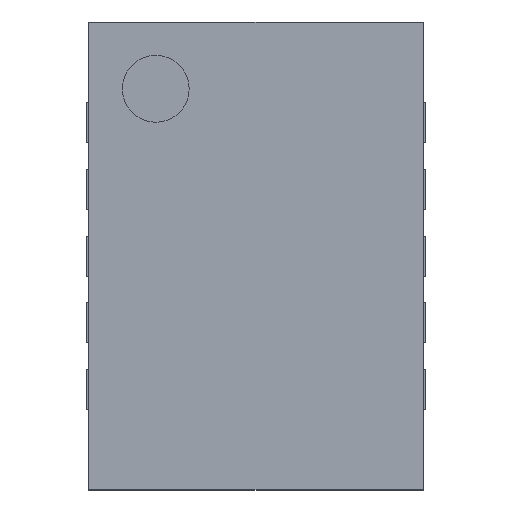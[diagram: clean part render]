
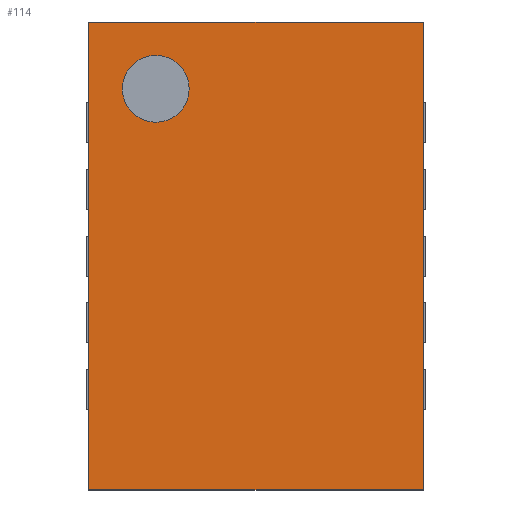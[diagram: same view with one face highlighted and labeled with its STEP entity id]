
A CAD part, top view. The second image highlights one B-rep face of the part: STEP entity #114.
In plain terms, the highlighted planar face has unit normal (0, 0, 1).
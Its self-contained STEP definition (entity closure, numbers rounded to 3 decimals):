
#13=DIRECTION('',(0.,0.,1.));
#14=DIRECTION('',(1.,0.,0.));
#73=VERTEX_POINT('',#74);
#74=CARTESIAN_POINT('',(-1.25,-1.75,0.97));
#82=VECTOR('',#83,1.);
#83=DIRECTION('',(0.,1.,0.));
#86=VERTEX_POINT('',#87);
#87=CARTESIAN_POINT('',(-1.25,1.75,0.97));
#89=ORIENTED_EDGE('',*,*,#90,.F.);
#90=EDGE_CURVE('',#73,#86,#91,.T.);
#91=LINE('',#74,#82);
#102=VECTOR('',#14,1.);
#104=ORIENTED_EDGE('',*,*,#105,.T.);
#105=EDGE_CURVE('',#73,#106,#108,.T.);
#106=VERTEX_POINT('',#107);
#107=CARTESIAN_POINT('',(1.25,-1.75,0.97));
#108=LINE('',#74,#102);
#114=ADVANCED_FACE('',(#115,#125),#136,.T.);
#115=FACE_BOUND('',#116,.T.);
#116=EDGE_LOOP('',(#89,#104,#117,#122));
#117=ORIENTED_EDGE('',*,*,#118,.T.);
#118=EDGE_CURVE('',#106,#119,#121,.T.);
#119=VERTEX_POINT('',#120);
#120=CARTESIAN_POINT('',(1.25,1.75,0.97));
#121=LINE('',#107,#82);
#122=ORIENTED_EDGE('',*,*,#123,.F.);
#123=EDGE_CURVE('',#86,#119,#124,.T.);
#124=LINE('',#87,#102);
#125=FACE_BOUND('',#126,.T.);
#126=EDGE_LOOP('',(#127));
#127=ORIENTED_EDGE('',*,*,#128,.T.);
#128=EDGE_CURVE('',#129,#129,#131,.T.);
#129=VERTEX_POINT('',#130);
#130=CARTESIAN_POINT('',(-1.,1.25,0.97));
#131=CIRCLE('',#132,0.25);
#132=AXIS2_PLACEMENT_3D('',#133,#134,#135);
#133=CARTESIAN_POINT('',(-0.75,1.25,0.97));
#134=DIRECTION('',(0.,0.,-1.));
#135=DIRECTION('',(-1.,0.,0.));
#136=PLANE('',#137);
#137=AXIS2_PLACEMENT_3D('',#74,#13,#14);
